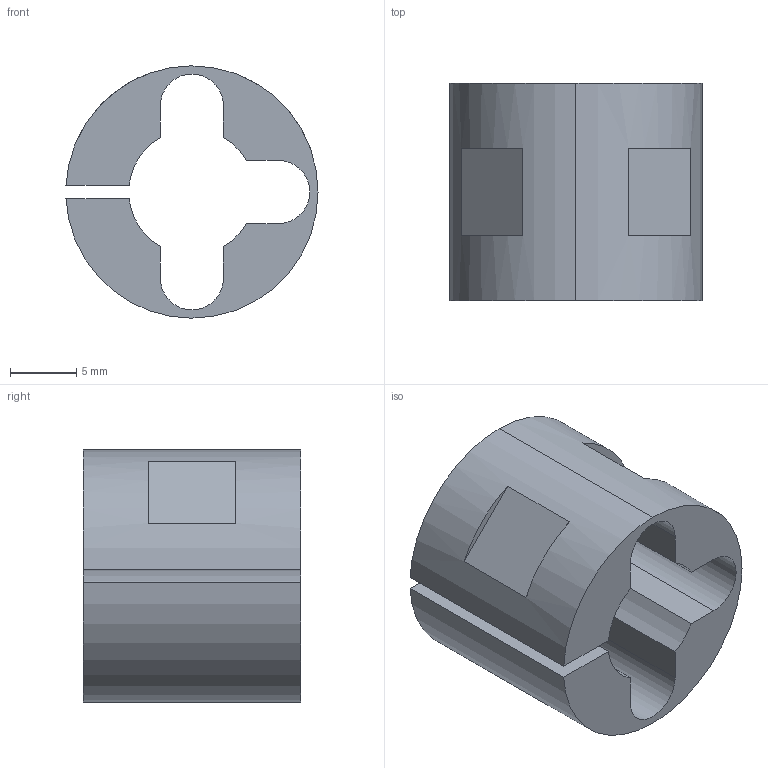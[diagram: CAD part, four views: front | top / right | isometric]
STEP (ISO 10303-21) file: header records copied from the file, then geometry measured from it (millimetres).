
FILE_DESCRIPTION (( 'STEP AP214' ), '1' );
FILE_NAME ('DC-BRS12-06.STEP', '2015-11-19T19:20:55', ( '' ), ( '' ), 'SwSTEP 2.0', 'SolidWorks 2015', '' );
FILE_SCHEMA (( 'AUTOMOTIVE_DESIGN' ));
Length unit declared in the file: millimetre
Products named in the file (1): DC-BRS12-06
Bounding box: 19.04 x 16.41 x 19.05 mm (x, y, z)
Volume: 2495 mm3; surface area: 2271.7 mm2
Topology: 1 solids, 1 shells, 27 faces, 69 edges, 46 vertices
Faces by surface type: plane 16, cylinder 11
Entity records: 863 total; most frequent: DIRECTION 151, CARTESIAN_POINT 143, ORIENTED_EDGE 138, EDGE_CURVE 69, AXIS2_PLACEMENT_3D 54, VERTEX_POINT 46, LINE 43, VECTOR 43
